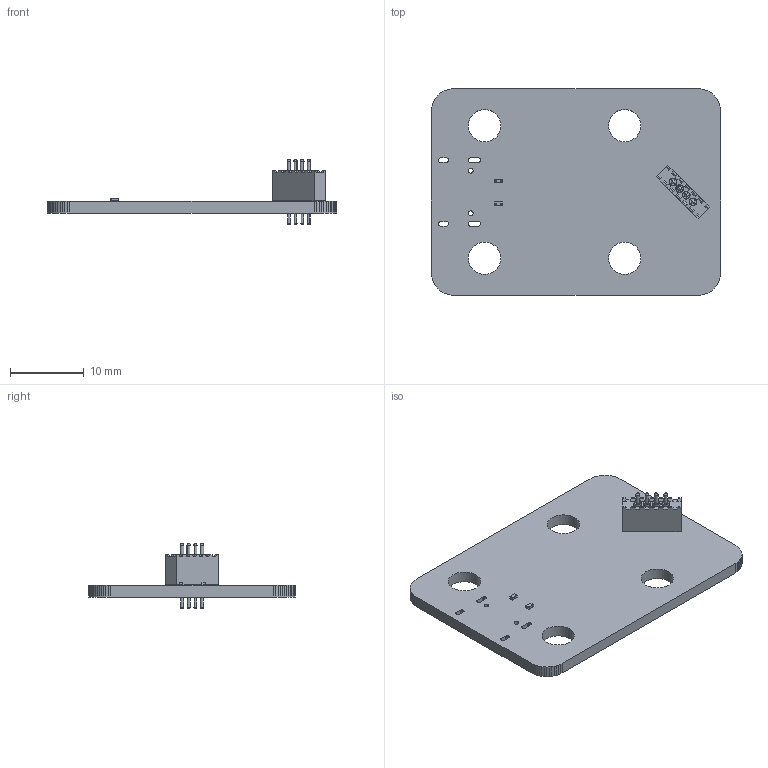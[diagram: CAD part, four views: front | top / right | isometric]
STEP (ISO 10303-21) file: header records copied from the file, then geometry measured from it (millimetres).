
FILE_DESCRIPTION(('KiCad electronic assembly'),'2;1');
FILE_NAME('Interposer-PCB.step','2025-04-24T20:52:43',('Pcbnew'),( 'Kicad'),'Open CASCADE STEP processor 7.7','KiCad to STEP converter' ,'Unknown');
FILE_SCHEMA(('AUTOMOTIVE_DESIGN { 1 0 10303 214 1 1 1 1 }'));
Length unit declared in the file: millimetre
Products named in the file (6): Interposer-PCB 1; R_0402_1005Metric; 854-22-004-10-001101; pin-interposer PCB
Assembly tree (6 placements, depth 3):
  Interposer-PCB 1
    R_0402_1005Metric  x2
      R_0402_1005Metric
    854-22-004-10-001101
      854-22-004-10-001101
    pin-interposer PCB
Bounding box: 39.2 x 28 x 8.89 mm (x, y, z)
Volume: 1707.4 mm3; surface area: 2652.1 mm2
Topology: 8 solids, 8 shells, 366 faces, 992 edges, 640 vertices
Faces by surface type: plane 258, cylinder 88, bspline 12, cone 8
Full cylindrical faces by diameter (mm): 0.61 x4, 0.65 x2, 1.24 x2, 4.4 x4
Entity records: 23384 total; most frequent: CARTESIAN_POINT 5135, DIRECTION 3270, LINE 2192, VECTOR 2192, ORIENTED_EDGE 1800, PCURVE 1800, DEFINITIONAL_REPRESENTATION 1800, EDGE_CURVE 900
